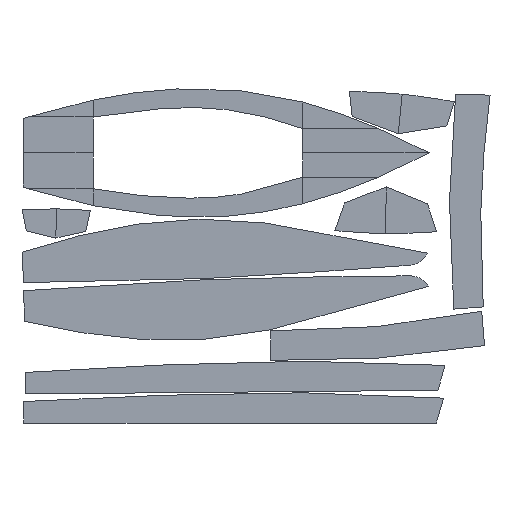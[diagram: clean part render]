
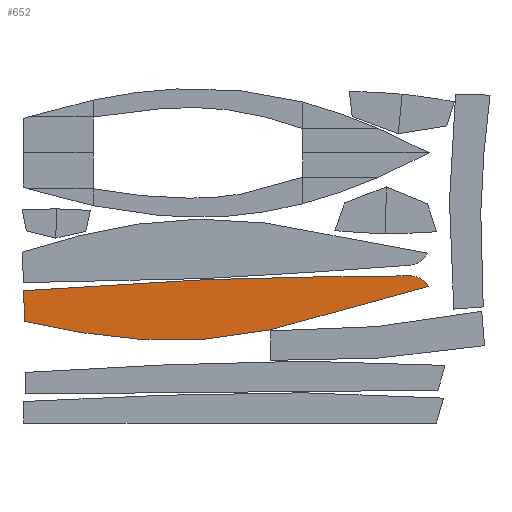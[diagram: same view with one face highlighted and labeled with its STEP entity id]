
A CAD part, top view. The second image highlights one B-rep face of the part: STEP entity #652.
In plain terms, the highlighted free-form (B-spline) face has degree [1, 1] with [2, 2] control points.
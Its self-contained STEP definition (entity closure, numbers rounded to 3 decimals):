
#652 = ADVANCED_FACE('',(#653),#745,.T.);
#653 = FACE_BOUND('',#654,.T.);
#654 = EDGE_LOOP('',(#655,#685,#694));
#655 = ORIENTED_EDGE('',*,*,#656,.T.);
#656 = EDGE_CURVE('',#657,#659,#661,.T.);
#657 = VERTEX_POINT('',#658);
#658 = CARTESIAN_POINT('',(7400.427,-2439.117,
    0.));
#659 = VERTEX_POINT('',#660);
#660 = CARTESIAN_POINT('',(22.976,-3075.119,
    0.));
#661 = B_SPLINE_CURVE_WITH_KNOTS('',3,(#662,#663,#664,#665,#666,#667,
    #668,#669,#670,#671,#672,#673,#674,#675,#676,#677,#678,#679,#680,
    #681,#682,#683,#684),.UNSPECIFIED.,.F.,.F.,(4,1,1,1,1,1,1,1,1,1,1,1,
    1,1,1,1,1,1,1,1,4),(0.,0.045,0.063,
    0.098,0.151,0.204,0.257,
    0.31,0.363,0.416,0.469,
    0.522,0.575,0.628,0.681,
    0.735,0.788,0.841,0.894,
    0.947,1.),.UNSPECIFIED.);
#662 = CARTESIAN_POINT('',(7400.427,-2439.117,
    0.));
#663 = CARTESIAN_POINT('',(7289.144,-2460.952,
    0.));
#664 = CARTESIAN_POINT('',(7135.039,-2491.895,
    0.));
#665 = CARTESIAN_POINT('',(6896.811,-2552.815,
    0.));
#666 = CARTESIAN_POINT('',(6642.722,-2629.542,
    0.));
#667 = CARTESIAN_POINT('',(6305.268,-2738.705,
    0.));
#668 = CARTESIAN_POINT('',(5924.013,-2855.81,
    0.));
#669 = CARTESIAN_POINT('',(5542.286,-2972.366,
    0.));
#670 = CARTESIAN_POINT('',(5158.582,-3083.081,
    0.));
#671 = CARTESIAN_POINT('',(4770.102,-3176.328,
    0.));
#672 = CARTESIAN_POINT('',(4379.399,-3259.922,
    0.));
#673 = CARTESIAN_POINT('',(3987.127,-3336.933,
    0.));
#674 = CARTESIAN_POINT('',(3590.355,-3386.239,
    0.));
#675 = CARTESIAN_POINT('',(3191.496,-3413.47,
    0.));
#676 = CARTESIAN_POINT('',(2792.012,-3428.719,
    0.));
#677 = CARTESIAN_POINT('',(2392.235,-3423.351,
    0.));
#678 = CARTESIAN_POINT('',(1993.199,-3398.351,
    0.));
#679 = CARTESIAN_POINT('',(1595.602,-3357.02,
    0.));
#680 = CARTESIAN_POINT('',(1199.321,-3304.541,
    0.));
#681 = CARTESIAN_POINT('',(804.167,-3244.297,
    0.));
#682 = CARTESIAN_POINT('',(411.514,-3169.032,
    0.));
#683 = CARTESIAN_POINT('',(152.351,-3106.971,
    0.));
#684 = CARTESIAN_POINT('',(22.976,-3075.119,
    0.));
#685 = ORIENTED_EDGE('',*,*,#686,.T.);
#686 = EDGE_CURVE('',#659,#687,#689,.T.);
#687 = VERTEX_POINT('',#688);
#688 = CARTESIAN_POINT('',(0.,-2517.686,
    0.));
#689 = B_SPLINE_CURVE_WITH_KNOTS('',3,(#690,#691,#692,#693),
  .UNSPECIFIED.,.F.,.F.,(4,4),(0.,1.),.PIECEWISE_BEZIER_KNOTS.);
#690 = CARTESIAN_POINT('',(22.976,-3075.119,
    0.));
#691 = CARTESIAN_POINT('',(15.321,-2889.308,
    0.));
#692 = CARTESIAN_POINT('',(7.662,-2703.497,
    0.));
#693 = CARTESIAN_POINT('',(0.,-2517.686,
    0.));
#694 = ORIENTED_EDGE('',*,*,#695,.T.);
#695 = EDGE_CURVE('',#687,#657,#696,.T.);
#696 = B_SPLINE_CURVE_WITH_KNOTS('',3,(#697,#698,#699,#700,#701,#702,
    #703,#704,#705,#706,#707,#708,#709,#710,#711,#712,#713,#714,#715,
    #716,#717,#718,#719,#720,#721,#722,#723,#724,#725,#726,#727,#728,
    #729,#730,#731,#732,#733,#734,#735,#736,#737,#738,#739,#740,#741,
    #742,#743,#744),.UNSPECIFIED.,.F.,.F.,(4,1,1,1,1,1,1,1,1,1,1,1,1,1,1
    ,1,1,1,1,1,1,1,1,1,1,1,1,1,1,1,1,1,1,1,1,1,1,1,1,1,1,1,1,1,1,4),(0.,
    0.015,0.037,0.059,
    0.082,0.104,0.127,0.149,
    0.171,0.194,0.216,0.239,
    0.261,0.284,0.306,0.328,
    0.351,0.373,0.396,0.418,
    0.44,0.463,0.485,0.508,
    0.53,0.552,0.575,0.597,
    0.62,0.642,0.664,0.687,
    0.709,0.732,0.754,0.776,
    0.799,0.821,0.844,0.866,
    0.888,0.911,0.933,0.955,
    0.978,1.),.UNSPECIFIED.);
#697 = CARTESIAN_POINT('',(0.,-2517.686,
    0.));
#698 = CARTESIAN_POINT('',(36.254,-2514.72,
    0.));
#699 = CARTESIAN_POINT('',(128.187,-2507.239,
    0.));
#700 = CARTESIAN_POINT('',(275.816,-2495.441,
    0.));
#701 = CARTESIAN_POINT('',(442.89,-2482.368,
    0.));
#702 = CARTESIAN_POINT('',(609.985,-2469.58,
    0.));
#703 = CARTESIAN_POINT('',(777.102,-2457.082,
    0.));
#704 = CARTESIAN_POINT('',(944.239,-2444.871,
    0.));
#705 = CARTESIAN_POINT('',(1111.4,-2432.977,
    0.));
#706 = CARTESIAN_POINT('',(1278.587,-2421.459,
    0.));
#707 = CARTESIAN_POINT('',(1445.802,-2410.318,
    0.));
#708 = CARTESIAN_POINT('',(1613.041,-2399.547,
    0.));
#709 = CARTESIAN_POINT('',(1780.308,-2389.205,
    0.));
#710 = CARTESIAN_POINT('',(1947.604,-2379.328,
    0.));
#711 = CARTESIAN_POINT('',(2114.926,-2369.913,
    0.));
#712 = CARTESIAN_POINT('',(2282.274,-2360.969,
    0.));
#713 = CARTESIAN_POINT('',(2449.645,-2352.463,
    0.));
#714 = CARTESIAN_POINT('',(2617.036,-2344.392,
    0.));
#715 = CARTESIAN_POINT('',(2784.447,-2336.759,
    0.));
#716 = CARTESIAN_POINT('',(2951.878,-2329.574,
    0.));
#717 = CARTESIAN_POINT('',(3119.323,-2322.778,
    0.));
#718 = CARTESIAN_POINT('',(3286.783,-2316.373,
    0.));
#719 = CARTESIAN_POINT('',(3454.256,-2310.368,
    0.));
#720 = CARTESIAN_POINT('',(3621.74,-2304.756,
    0.));
#721 = CARTESIAN_POINT('',(3789.23,-2299.476,
    0.));
#722 = CARTESIAN_POINT('',(3956.724,-2294.528,
    0.));
#723 = CARTESIAN_POINT('',(4124.222,-2289.918,
    0.));
#724 = CARTESIAN_POINT('',(4291.723,-2285.621,
    0.));
#725 = CARTESIAN_POINT('',(4459.226,-2281.634,
    0.));
#726 = CARTESIAN_POINT('',(4626.731,-2277.962,
    0.));
#727 = CARTESIAN_POINT('',(4794.238,-2274.615,
    0.));
#728 = CARTESIAN_POINT('',(4961.743,-2271.569,
    0.));
#729 = CARTESIAN_POINT('',(5129.246,-2268.791,
    0.));
#730 = CARTESIAN_POINT('',(5296.741,-2266.279,
    0.));
#731 = CARTESIAN_POINT('',(5464.223,-2264.026,
    0.));
#732 = CARTESIAN_POINT('',(5631.676,-2261.972,
    0.));
#733 = CARTESIAN_POINT('',(5799.098,-2260.082,
    0.));
#734 = CARTESIAN_POINT('',(5966.472,-2258.271,
    0.));
#735 = CARTESIAN_POINT('',(6133.815,-2256.544,
    0.));
#736 = CARTESIAN_POINT('',(6301.077,-2254.833,
    0.));
#737 = CARTESIAN_POINT('',(6468.323,-2253.433,
    0.));
#738 = CARTESIAN_POINT('',(6635.362,-2251.423,
    0.));
#739 = CARTESIAN_POINT('',(6802.466,-2249.83,
    0.));
#740 = CARTESIAN_POINT('',(6969.037,-2245.497,
    0.));
#741 = CARTESIAN_POINT('',(7136.801,-2240.938,
    0.));
#742 = CARTESIAN_POINT('',(7296.615,-2306.966,
    0.));
#743 = CARTESIAN_POINT('',(7373.658,-2389.275,
    0.));
#744 = CARTESIAN_POINT('',(7400.427,-2439.117,
    0.));
#745 = B_SPLINE_SURFACE_WITH_KNOTS('',1,1,(
    (#746,#747)
    ,(#748,#749
    )),.UNSPECIFIED.,.F.,.F.,.F.,(2,2),(2,2),(-5801.117,
    -803.912),(304.229,1081.913),
  .PIECEWISE_BEZIER_KNOTS.);
#746 = CARTESIAN_POINT('',(7408.309,-3390.472,
    0.));
#747 = CARTESIAN_POINT('',(7398.767,-2238.767,
    0.));
#748 = CARTESIAN_POINT('',(7.739,-3451.787,
    0.));
#749 = CARTESIAN_POINT('',(-1.803,-2300.082,
    0.));
